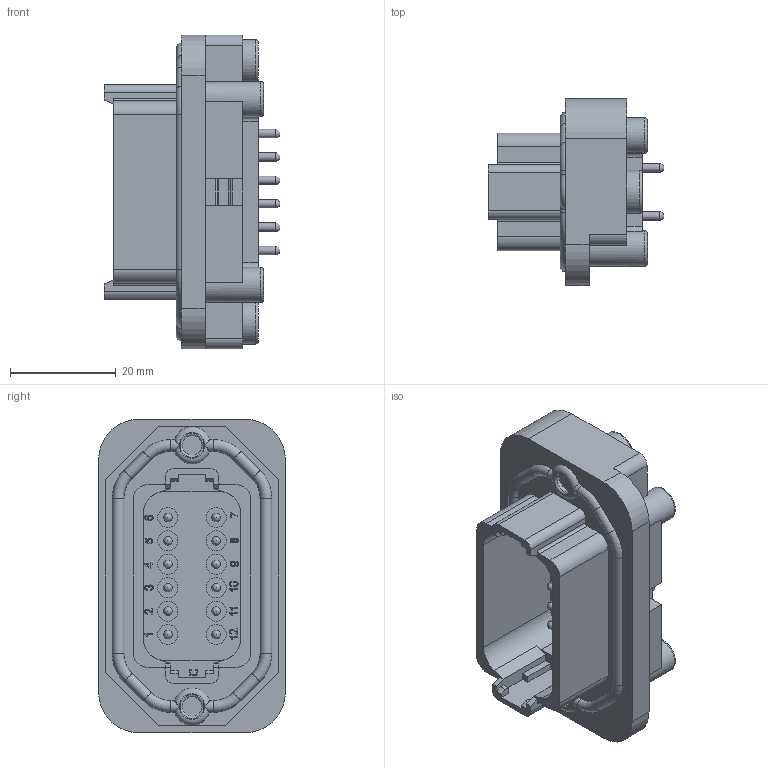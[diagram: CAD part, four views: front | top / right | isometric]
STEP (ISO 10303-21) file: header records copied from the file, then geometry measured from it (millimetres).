
FILE_DESCRIPTION( ( 'STEP AP203' ), '1' );
FILE_NAME( 'AT15-12PC-BM04.stp', '2022-04-10T21:04:34', ( 'License CC BY-ND 4.0' ), ( 'CADENAS' ), ' ', 'PARTsolutions', ' ' );
FILE_SCHEMA( ( 'CONFIG_CONTROL_DESIGN' ) );
Length unit declared in the file: millimetre
Products named in the file (1): _AT15-12PC-BM04
Bounding box: 33.21 x 35.25 x 59.2 mm (x, y, z)
Volume: 24247 mm3; surface area: 11084.1 mm2
Topology: 1 solids, 1 shells, 439 faces, 1178 edges, 786 vertices
Faces by surface type: plane 247, cylinder 148, sphere 24, torus 20
Full cylindrical faces by diameter (mm): 0.3 x1, 0.5 x1, 1.58 x24, 3.15 x4, 3.7 x2, 3.8 x12, 6.6 x4, 8.1 x2
Entity records: 12956 total; most frequent: CARTESIAN_POINT 2286, DIRECTION 2238, ORIENTED_EDGE 2060, EDGE_CURVE 1030, AXIS2_PLACEMENT_3D 776, VERTEX_POINT 744, LINE 686, VECTOR 686
